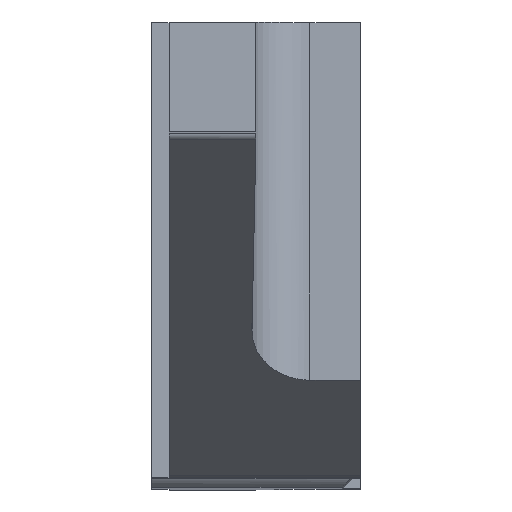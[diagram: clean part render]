
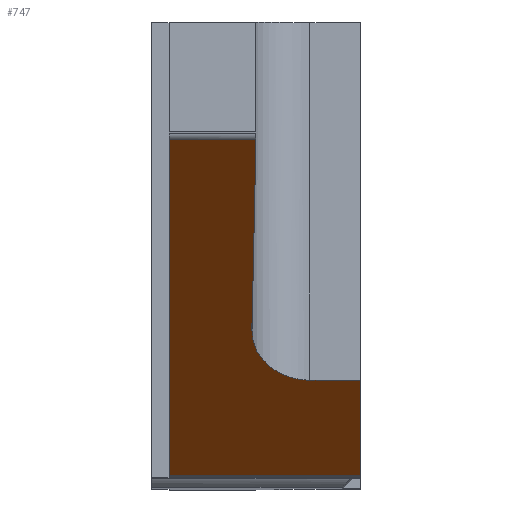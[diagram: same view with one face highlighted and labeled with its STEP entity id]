
A CAD part, top view. The second image highlights one B-rep face of the part: STEP entity #747.
In plain terms, the highlighted planar face has unit normal (0, -0.766, 0.643).
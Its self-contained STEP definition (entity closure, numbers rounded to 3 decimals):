
#12 = VECTOR ( 'NONE', #166, 1000. ) ;
#94 = VERTEX_POINT ( 'NONE', #1064 ) ;
#162 = VECTOR ( 'NONE', #470, 1000. ) ;
#166 = DIRECTION ( 'NONE',  ( 1., 0., 0. ) ) ;
#170 = CARTESIAN_POINT ( 'NONE',  ( 0., 1.981, 19.943 ) ) ;
#178 = DIRECTION ( 'NONE',  ( 0.013, 0.643, 0.766 ) ) ;
#190 = VERTEX_POINT ( 'NONE', #1092 ) ;
#251 = DIRECTION ( 'NONE',  ( -1., 0., 0. ) ) ;
#263 = CARTESIAN_POINT ( 'NONE',  ( 0., -2.167, 15. ) ) ;
#282 = CARTESIAN_POINT ( 'NONE',  ( -1.8, 2.033, 20.006 ) ) ;
#287 = VECTOR ( 'NONE', #1206, 1000. ) ;
#291 = EDGE_CURVE ( 'NONE', #312, #190, #742, .T. ) ;
#312 = VERTEX_POINT ( 'NONE', #473 ) ;
#341 = ORIENTED_EDGE ( 'NONE', *, *, #504, .F. ) ;
#386 = VECTOR ( 'NONE', #251, 1000. ) ;
#395 = VECTOR ( 'NONE', #671, 1000. ) ;
#409 = AXIS2_PLACEMENT_3D ( 'NONE', #998, #1006, #1008 ) ;
#425 = CARTESIAN_POINT ( 'NONE',  ( -0.87, -2.167, 15. ) ) ;
#427 = CARTESIAN_POINT ( 'NONE',  ( -1.464, -2.167, 15. ) ) ;
#430 = ORIENTED_EDGE ( 'NONE', *, *, #1177, .T. ) ;
#431 = CARTESIAN_POINT ( 'NONE',  ( -1.87, -1.313, 16.017 ) ) ;
#436 = CARTESIAN_POINT ( 'NONE',  ( -1.88, -1.812, 15.424 ) ) ;
#438 = CARTESIAN_POINT ( 'NONE',  ( -3.3, 2.018, 19.988 ) ) ;
#444 = EDGE_LOOP ( 'NONE', ( #430, #750, #849, #845, #608, #341, #1107 ) ) ;
#451 = CARTESIAN_POINT ( 'NONE',  ( -3.3, 1.981, 19.943 ) ) ;
#470 = DIRECTION ( 'NONE',  ( 0., -0.643, -0.766 ) ) ;
#473 = CARTESIAN_POINT ( 'NONE',  ( 0., -2.167, 15. ) ) ;
#478 =( BOUNDED_CURVE ( )  B_SPLINE_CURVE ( 3, ( #431, #436, #427, #425 ),
 .UNSPECIFIED., .F., .F. ) 
 B_SPLINE_CURVE_WITH_KNOTS ( ( 4, 4 ),
 ( 1.553, 3.142 ),
 .UNSPECIFIED. ) 
 CURVE ( )  GEOMETRIC_REPRESENTATION_ITEM ( )  RATIONAL_B_SPLINE_CURVE ( ( 1., 0.801, 0.801, 1. ) ) 
 REPRESENTATION_ITEM ( '' )  );
#497 = CARTESIAN_POINT ( 'NONE',  ( -1.87, -1.313, 16.017 ) ) ;
#504 = EDGE_CURVE ( 'NONE', #190, #598, #910, .T. ) ;
#519 = LINE ( 'NONE', #170, #12 ) ;
#520 = LINE ( 'NONE', #263, #386 ) ;
#580 = CARTESIAN_POINT ( 'NONE',  ( 0., -3.813, 13.039 ) ) ;
#598 = VERTEX_POINT ( 'NONE', #649 ) ;
#603 = EDGE_CURVE ( 'NONE', #1078, #598, #1100, .T. ) ;
#608 = ORIENTED_EDGE ( 'NONE', *, *, #603, .T. ) ;
#648 = VECTOR ( 'NONE', #178, 1000. ) ;
#649 = CARTESIAN_POINT ( 'NONE',  ( -3.3, -3.813, 13.039 ) ) ;
#671 = DIRECTION ( 'NONE',  ( 0., -0.643, -0.766 ) ) ;
#742 = LINE ( 'NONE', #1198, #162 ) ;
#747 = ADVANCED_FACE ( 'NONE', ( #1104 ), #1058, .T. ) ;
#750 = ORIENTED_EDGE ( 'NONE', *, *, #1082, .F. ) ;
#829 = VERTEX_POINT ( 'NONE', #897 ) ;
#845 = ORIENTED_EDGE ( 'NONE', *, *, #1205, .F. ) ;
#849 = ORIENTED_EDGE ( 'NONE', *, *, #1249, .T. ) ;
#897 = CARTESIAN_POINT ( 'NONE',  ( -0.87, -2.167, 15. ) ) ;
#910 = LINE ( 'NONE', #580, #287 ) ;
#998 = CARTESIAN_POINT ( 'NONE',  ( 0., 2.018, 19.988 ) ) ;
#1006 = DIRECTION ( 'NONE',  ( 0., -0.766, 0.643 ) ) ;
#1008 = DIRECTION ( 'NONE',  ( 0., -0.643, -0.766 ) ) ;
#1054 = LINE ( 'NONE', #282, #648 ) ;
#1058 = PLANE ( 'NONE',  #409 ) ;
#1064 = CARTESIAN_POINT ( 'NONE',  ( -1.801, 1.981, 19.943 ) ) ;
#1073 = VERTEX_POINT ( 'NONE', #497 ) ;
#1078 = VERTEX_POINT ( 'NONE', #451 ) ;
#1082 = EDGE_CURVE ( 'NONE', #1073, #829, #478, .T. ) ;
#1092 = CARTESIAN_POINT ( 'NONE',  ( 0., -3.813, 13.039 ) ) ;
#1100 = LINE ( 'NONE', #438, #395 ) ;
#1104 = FACE_OUTER_BOUND ( 'NONE', #444, .T. ) ;
#1107 = ORIENTED_EDGE ( 'NONE', *, *, #291, .F. ) ;
#1177 = EDGE_CURVE ( 'NONE', #312, #829, #520, .T. ) ;
#1198 = CARTESIAN_POINT ( 'NONE',  ( 0., 2.018, 19.988 ) ) ;
#1205 = EDGE_CURVE ( 'NONE', #1078, #94, #519, .T. ) ;
#1206 = DIRECTION ( 'NONE',  ( -1., 0., 0. ) ) ;
#1249 = EDGE_CURVE ( 'NONE', #1073, #94, #1054, .T. ) ;
